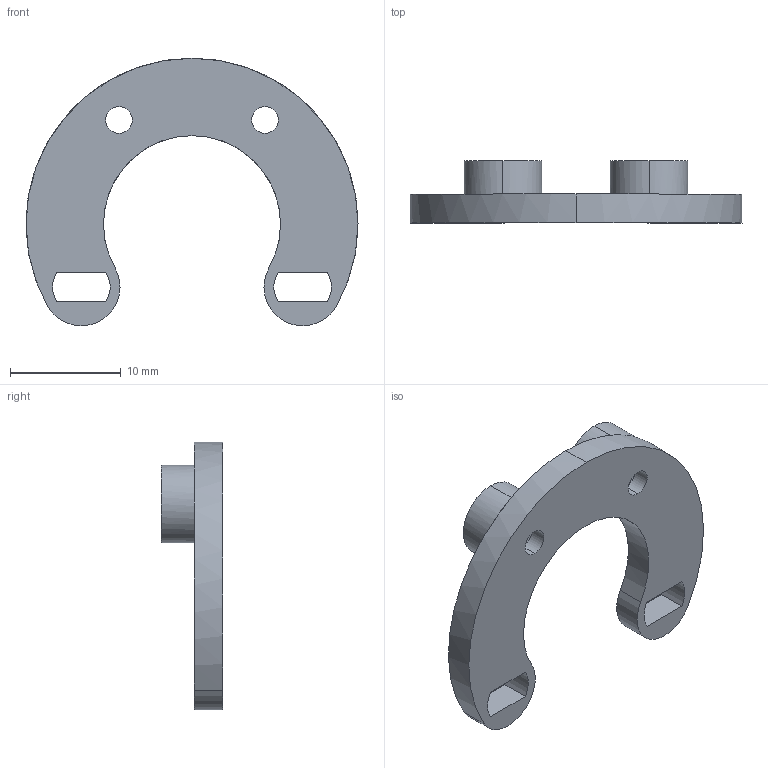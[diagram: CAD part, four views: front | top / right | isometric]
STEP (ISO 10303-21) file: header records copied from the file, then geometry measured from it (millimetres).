
FILE_DESCRIPTION (( 'STEP AP203' ), '1' );
FILE_NAME ('自平衡三角适配器3205A.STEP', '2023-10-31T13:05:23', ( 'jzc' ), ( '' ), 'SwSTEP 2.0', 'SolidWorks 2022', '' );
FILE_SCHEMA (( 'CONFIG_CONTROL_DESIGN' ));
Length unit declared in the file: millimetre
Products named in the file (1): 自平衡三角适配器3205A
Bounding box: 30 x 5.6 x 24.18 mm (x, y, z)
Volume: 1033.4 mm3; surface area: 1309.9 mm2
Topology: 1 solids, 1 shells, 34 faces, 86 edges, 56 vertices
Faces by surface type: cylinder 22, plane 12
Entity records: 1143 total; most frequent: DIRECTION 208, CARTESIAN_POINT 177, ORIENTED_EDGE 172, AXIS2_PLACEMENT_3D 87, EDGE_CURVE 86, VERTEX_POINT 56, CIRCLE 52, EDGE_LOOP 44
